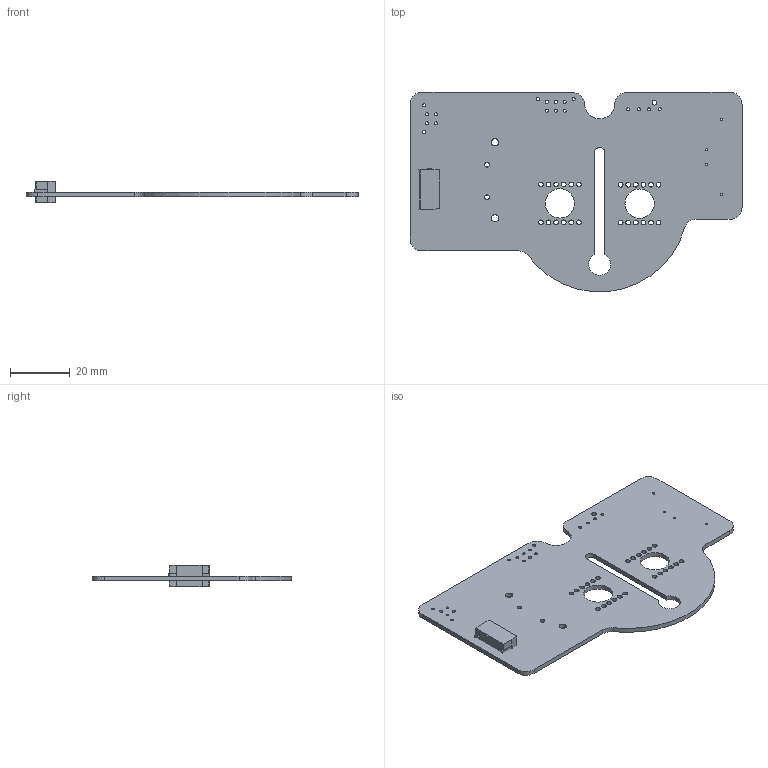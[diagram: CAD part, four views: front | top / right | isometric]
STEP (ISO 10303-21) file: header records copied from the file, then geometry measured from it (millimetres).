
FILE_DESCRIPTION(('KiCad electronic assembly'),'2;1');
FILE_NAME('AIR_MOUNT_PLUS.step','2020-01-25T15:58:42',('An Author'),( 'A Company'),'Open CASCADE STEP processor 6.9', 'KiCad to STEP converter','Unknown');
FILE_SCHEMA(('AUTOMOTIVE_DESIGN { 1 0 10303 214 1 1 1 1 }'));
Length unit declared in the file: millimetre
Products named in the file (4): Open CASCADE STEP translator 6.9 1; c-3-1879234-2-ba-3d; SOLID; COMPOUND
Assembly tree (3 placements, depth 3):
  Open CASCADE STEP translator 6.9 1
    c-3-1879234-2-ba-3d
      SOLID
    COMPOUND
Bounding box: 111.08 x 66.71 x 7.3 mm (x, y, z)
Volume: 9685.6 mm3; surface area: 12932.2 mm2
Topology: 2 solids, 2 shells, 103 faces, 289 edges, 190 vertices
Faces by surface type: cylinder 65, plane 38
Full cylindrical faces by diameter (mm): 0.75 x4, 1 x14, 1.02 x4, 1.6 x25, 1.62 x2, 2.4 x2, 9.8 x2
Entity records: 7813 total; most frequent: CARTESIAN_POINT 1944, DIRECTION 1081, LINE 607, VECTOR 607, ORIENTED_EDGE 578, PCURVE 578, DEFINITIONAL_REPRESENTATION 578, EDGE_CURVE 289
